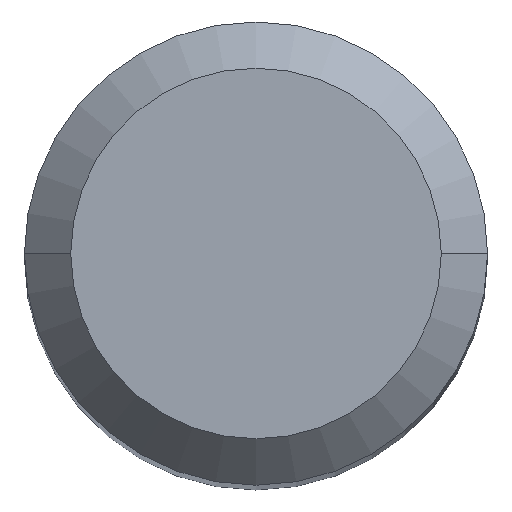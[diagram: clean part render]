
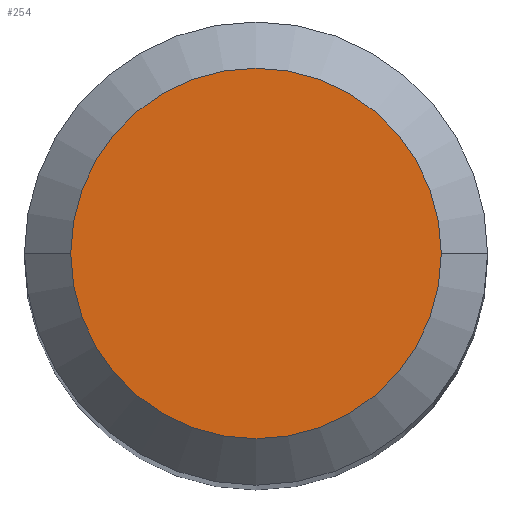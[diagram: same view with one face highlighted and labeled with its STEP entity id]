
A CAD part, top view. The second image highlights one B-rep face of the part: STEP entity #254.
In plain terms, the highlighted planar face has unit normal (0, 0, 1).
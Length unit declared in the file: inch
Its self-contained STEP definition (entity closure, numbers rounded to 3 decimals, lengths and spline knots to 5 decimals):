
#50 = CARTESIAN_POINT ( 'NONE',  ( -0.09448, 0., 0. ) ) ;
#52 = CARTESIAN_POINT ( 'NONE',  ( 0., 0., 0. ) ) ;
#54 = EDGE_CURVE ( 'NONE', #71, #100, #389, .T. ) ;
#69 = EDGE_LOOP ( 'NONE', ( #255, #373 ) ) ;
#71 = VERTEX_POINT ( 'NONE', #50 ) ;
#76 = CARTESIAN_POINT ( 'NONE',  ( 0., 0., 0. ) ) ;
#100 = VERTEX_POINT ( 'NONE', #281 ) ;
#115 = AXIS2_PLACEMENT_3D ( 'NONE', #437, #482, #442 ) ;
#123 = EDGE_CURVE ( 'NONE', #100, #71, #191, .T. ) ;
#140 = AXIS2_PLACEMENT_3D ( 'NONE', #76, #381, #305 ) ;
#170 = DIRECTION ( 'NONE',  ( 0., 0., 1. ) ) ;
#191 = CIRCLE ( 'NONE', #438, 0.09448 ) ;
#254 = ADVANCED_FACE ( 'NONE', ( #326 ), #256, .F. ) ;
#255 = ORIENTED_EDGE ( 'NONE', *, *, #54, .T. ) ;
#256 = PLANE ( 'NONE',  #115 ) ;
#281 = CARTESIAN_POINT ( 'NONE',  ( 0.09448, 0., 0. ) ) ;
#305 = DIRECTION ( 'NONE',  ( 1., 0., 0. ) ) ;
#326 = FACE_OUTER_BOUND ( 'NONE', #69, .T. ) ;
#373 = ORIENTED_EDGE ( 'NONE', *, *, #123, .T. ) ;
#381 = DIRECTION ( 'NONE',  ( 0., 0., 1. ) ) ;
#389 = CIRCLE ( 'NONE', #140, 0.09448 ) ;
#430 = DIRECTION ( 'NONE',  ( 1., 0., 0. ) ) ;
#437 = CARTESIAN_POINT ( 'NONE',  ( 0., 0., 0. ) ) ;
#438 = AXIS2_PLACEMENT_3D ( 'NONE', #52, #170, #430 ) ;
#442 = DIRECTION ( 'NONE',  ( -1., 0., 0. ) ) ;
#482 = DIRECTION ( 'NONE',  ( 0., 0., -1. ) ) ;
